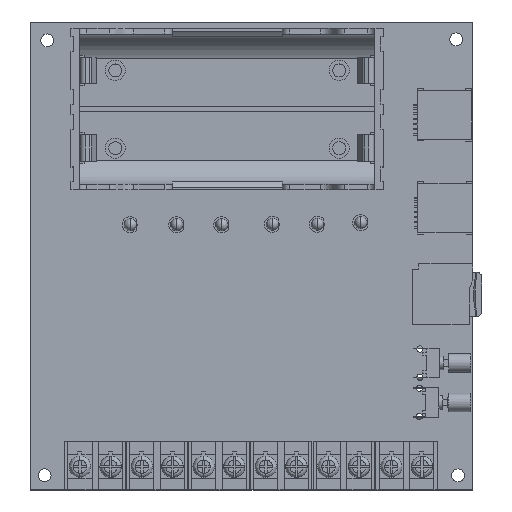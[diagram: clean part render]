
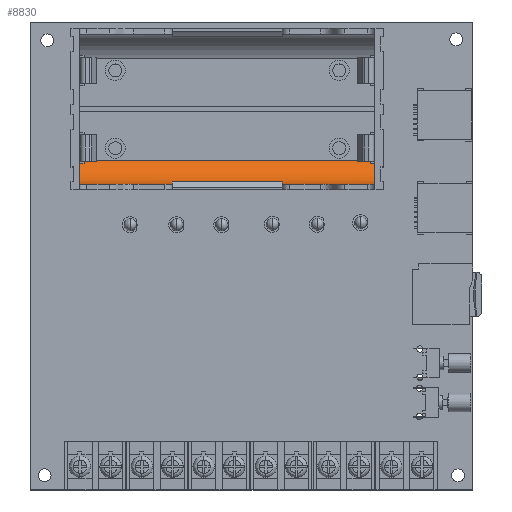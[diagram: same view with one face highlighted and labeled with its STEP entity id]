
A CAD part, top view. The second image highlights one B-rep face of the part: STEP entity #8830.
In plain terms, the highlighted cylindrical face has radius 9 mm (diameter 18 mm), a partial arc.
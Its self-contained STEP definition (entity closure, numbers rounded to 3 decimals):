
#8719 = VERTEX_POINT('',#8720);
#8720 = CARTESIAN_POINT('',(-35.55,1.575,22.3));
#8726 = EDGE_CURVE('',#8727,#8719,#8729,.T.);
#8727 = VERTEX_POINT('',#8728);
#8728 = CARTESIAN_POINT('',(35.55,1.575,22.3));
#8729 = LINE('',#8730,#8731);
#8730 = CARTESIAN_POINT('',(36.725,1.575,22.3));
#8731 = VECTOR('',#8732,1.);
#8732 = DIRECTION('',(-1.,0.,0.));
#8830 = ADVANCED_FACE('',(#8831),#8944,.F.);
#8831 = FACE_BOUND('',#8832,.F.);
#8832 = EDGE_LOOP('',(#8833,#8844,#8852,#8861,#8870,#8878,#8887,#8896,
    #8904,#8913,#8921,#8928,#8929,#8938));
#8833 = ORIENTED_EDGE('',*,*,#8834,.F.);
#8834 = EDGE_CURVE('',#8835,#8837,#8839,.T.);
#8835 = VERTEX_POINT('',#8836);
#8836 = CARTESIAN_POINT('',(36.725,10.06,28.3));
#8837 = VERTEX_POINT('',#8838);
#8838 = CARTESIAN_POINT('',(36.725,1.879,23.05));
#8839 = CIRCLE('',#8840,9.);
#8840 = AXIS2_PLACEMENT_3D('',#8841,#8842,#8843);
#8841 = CARTESIAN_POINT('',(36.725,10.06,19.3));
#8842 = DIRECTION('',(1.,0.,0.));
#8843 = DIRECTION('',(0.,0.,-1.));
#8844 = ORIENTED_EDGE('',*,*,#8845,.T.);
#8845 = EDGE_CURVE('',#8835,#8846,#8848,.T.);
#8846 = VERTEX_POINT('',#8847);
#8847 = CARTESIAN_POINT('',(13.698,10.06,28.3));
#8848 = LINE('',#8849,#8850);
#8849 = CARTESIAN_POINT('',(36.725,10.06,28.3));
#8850 = VECTOR('',#8851,1.);
#8851 = DIRECTION('',(-1.,0.,0.));
#8852 = ORIENTED_EDGE('',*,*,#8853,.T.);
#8853 = EDGE_CURVE('',#8846,#8854,#8856,.T.);
#8854 = VERTEX_POINT('',#8855);
#8855 = CARTESIAN_POINT('',(13.695,9.96,28.299));
#8856 = B_SPLINE_CURVE_WITH_KNOTS('',3,(#8857,#8858,#8859,#8860),
  .UNSPECIFIED.,.F.,.F.,(4,4),(0.,0.),
  .PIECEWISE_BEZIER_KNOTS.);
#8857 = CARTESIAN_POINT('',(13.698,10.06,28.3));
#8858 = CARTESIAN_POINT('',(13.696,10.027,28.3));
#8859 = CARTESIAN_POINT('',(13.695,9.993,28.3));
#8860 = CARTESIAN_POINT('',(13.695,9.96,28.299));
#8861 = ORIENTED_EDGE('',*,*,#8862,.T.);
#8862 = EDGE_CURVE('',#8854,#8863,#8865,.T.);
#8863 = VERTEX_POINT('',#8864);
#8864 = CARTESIAN_POINT('',(13.695,6.888,27.722));
#8865 = CIRCLE('',#8866,9.);
#8866 = AXIS2_PLACEMENT_3D('',#8867,#8868,#8869);
#8867 = CARTESIAN_POINT('',(13.695,10.06,19.3));
#8868 = DIRECTION('',(1.,0.,0.));
#8869 = DIRECTION('',(0.,0.,-1.));
#8870 = ORIENTED_EDGE('',*,*,#8871,.F.);
#8871 = EDGE_CURVE('',#8872,#8863,#8874,.T.);
#8872 = VERTEX_POINT('',#8873);
#8873 = CARTESIAN_POINT('',(-13.695,6.888,27.722));
#8874 = LINE('',#8875,#8876);
#8875 = CARTESIAN_POINT('',(0.,6.888,
    27.722));
#8876 = VECTOR('',#8877,1.);
#8877 = DIRECTION('',(1.,0.,0.));
#8878 = ORIENTED_EDGE('',*,*,#8879,.T.);
#8879 = EDGE_CURVE('',#8872,#8880,#8882,.T.);
#8880 = VERTEX_POINT('',#8881);
#8881 = CARTESIAN_POINT('',(-13.695,9.96,28.299));
#8882 = CIRCLE('',#8883,9.);
#8883 = AXIS2_PLACEMENT_3D('',#8884,#8885,#8886);
#8884 = CARTESIAN_POINT('',(-13.695,10.06,19.3));
#8885 = DIRECTION('',(-1.,0.,0.));
#8886 = DIRECTION('',(0.,0.,1.));
#8887 = ORIENTED_EDGE('',*,*,#8888,.T.);
#8888 = EDGE_CURVE('',#8880,#8889,#8891,.T.);
#8889 = VERTEX_POINT('',#8890);
#8890 = CARTESIAN_POINT('',(-13.698,10.06,28.3));
#8891 = B_SPLINE_CURVE_WITH_KNOTS('',3,(#8892,#8893,#8894,#8895),
  .UNSPECIFIED.,.F.,.F.,(4,4),(0.,0.),
  .PIECEWISE_BEZIER_KNOTS.);
#8892 = CARTESIAN_POINT('',(-13.695,9.96,28.299));
#8893 = CARTESIAN_POINT('',(-13.695,9.993,28.3));
#8894 = CARTESIAN_POINT('',(-13.696,10.027,28.3));
#8895 = CARTESIAN_POINT('',(-13.698,10.06,28.3));
#8896 = ORIENTED_EDGE('',*,*,#8897,.T.);
#8897 = EDGE_CURVE('',#8889,#8898,#8900,.T.);
#8898 = VERTEX_POINT('',#8899);
#8899 = CARTESIAN_POINT('',(-36.725,10.06,28.3));
#8900 = LINE('',#8901,#8902);
#8901 = CARTESIAN_POINT('',(36.725,10.06,28.3));
#8902 = VECTOR('',#8903,1.);
#8903 = DIRECTION('',(-1.,0.,0.));
#8904 = ORIENTED_EDGE('',*,*,#8905,.T.);
#8905 = EDGE_CURVE('',#8898,#8906,#8908,.T.);
#8906 = VERTEX_POINT('',#8907);
#8907 = CARTESIAN_POINT('',(-36.725,1.879,23.05));
#8908 = CIRCLE('',#8909,9.);
#8909 = AXIS2_PLACEMENT_3D('',#8910,#8911,#8912);
#8910 = CARTESIAN_POINT('',(-36.725,10.06,19.3));
#8911 = DIRECTION('',(1.,0.,0.));
#8912 = DIRECTION('',(0.,0.,-1.));
#8913 = ORIENTED_EDGE('',*,*,#8914,.F.);
#8914 = EDGE_CURVE('',#8915,#8906,#8917,.T.);
#8915 = VERTEX_POINT('',#8916);
#8916 = CARTESIAN_POINT('',(-35.55,1.879,23.05));
#8917 = LINE('',#8918,#8919);
#8918 = CARTESIAN_POINT('',(36.725,1.879,23.05));
#8919 = VECTOR('',#8920,1.);
#8920 = DIRECTION('',(-1.,0.,0.));
#8921 = ORIENTED_EDGE('',*,*,#8922,.F.);
#8922 = EDGE_CURVE('',#8719,#8915,#8923,.T.);
#8923 = CIRCLE('',#8924,9.);
#8924 = AXIS2_PLACEMENT_3D('',#8925,#8926,#8927);
#8925 = CARTESIAN_POINT('',(-35.55,10.06,19.3));
#8926 = DIRECTION('',(-1.,0.,0.));
#8927 = DIRECTION('',(0.,1.,0.));
#8928 = ORIENTED_EDGE('',*,*,#8726,.F.);
#8929 = ORIENTED_EDGE('',*,*,#8930,.F.);
#8930 = EDGE_CURVE('',#8931,#8727,#8933,.T.);
#8931 = VERTEX_POINT('',#8932);
#8932 = CARTESIAN_POINT('',(35.55,1.879,23.05));
#8933 = CIRCLE('',#8934,9.);
#8934 = AXIS2_PLACEMENT_3D('',#8935,#8936,#8937);
#8935 = CARTESIAN_POINT('',(35.55,10.06,19.3));
#8936 = DIRECTION('',(1.,0.,0.));
#8937 = DIRECTION('',(0.,0.,1.));
#8938 = ORIENTED_EDGE('',*,*,#8939,.F.);
#8939 = EDGE_CURVE('',#8837,#8931,#8940,.T.);
#8940 = LINE('',#8941,#8942);
#8941 = CARTESIAN_POINT('',(36.725,1.879,23.05));
#8942 = VECTOR('',#8943,1.);
#8943 = DIRECTION('',(-1.,0.,0.));
#8944 = CYLINDRICAL_SURFACE('',#8945,9.);
#8945 = AXIS2_PLACEMENT_3D('',#8946,#8947,#8948);
#8946 = CARTESIAN_POINT('',(36.725,10.06,19.3));
#8947 = DIRECTION('',(-1.,0.,0.));
#8948 = DIRECTION('',(0.,0.,-1.));
